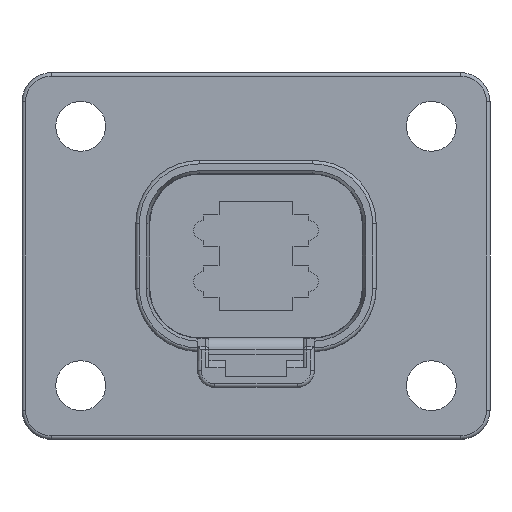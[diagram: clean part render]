
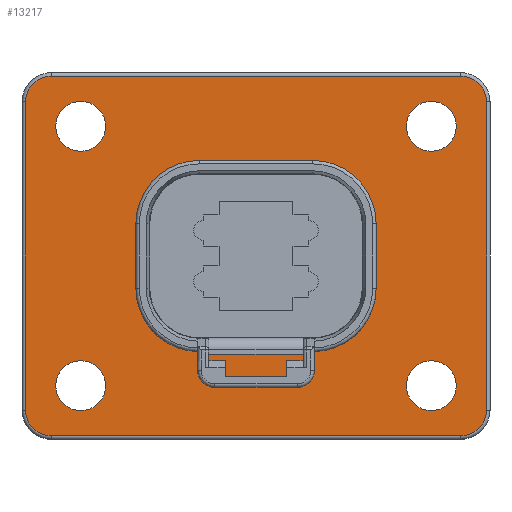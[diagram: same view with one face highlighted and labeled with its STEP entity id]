
A CAD part, front view. The second image highlights one B-rep face of the part: STEP entity #13217.
In plain terms, the highlighted planar face has unit normal (0, -1, 0).
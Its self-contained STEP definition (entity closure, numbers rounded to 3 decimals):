
#74=CARTESIAN_POINT('',(17.717,18.3,-13.335));
#75=DIRECTION('',(0.,1.,0.));
#76=DIRECTION('',(1.,0.,0.));
#77=AXIS2_PLACEMENT_3D('',#74,#75,#76);
#79=CARTESIAN_POINT('',(-17.717,18.3,-13.335));
#80=DIRECTION('',(0.,1.,0.));
#81=DIRECTION('',(0.,0.,-1.));
#82=AXIS2_PLACEMENT_3D('',#79,#80,#81);
#84=CARTESIAN_POINT('',(-17.717,18.3,13.335));
#85=DIRECTION('',(0.,1.,0.));
#86=DIRECTION('',(-1.,0.,0.));
#87=AXIS2_PLACEMENT_3D('',#84,#85,#86);
#89=CARTESIAN_POINT('',(17.717,18.3,13.335));
#90=DIRECTION('',(0.,1.,0.));
#91=DIRECTION('',(0.,0.,1.));
#92=AXIS2_PLACEMENT_3D('',#89,#90,#91);
#94=CARTESIAN_POINT('',(-15.175,18.3,-11.225));
#95=DIRECTION('',(0.,-1.,0.));
#96=DIRECTION('',(-1.,0.,0.));
#97=AXIS2_PLACEMENT_3D('',#94,#95,#96);
#99=CARTESIAN_POINT('',(-15.175,18.3,-11.225));
#100=DIRECTION('',(0.,-1.,0.));
#101=DIRECTION('',(1.,0.,0.));
#102=AXIS2_PLACEMENT_3D('',#99,#100,#101);
#104=CARTESIAN_POINT('',(15.175,18.3,-11.225));
#105=DIRECTION('',(0.,-1.,0.));
#106=DIRECTION('',(-1.,0.,0.));
#107=AXIS2_PLACEMENT_3D('',#104,#105,#106);
#109=CARTESIAN_POINT('',(15.175,18.3,-11.225));
#110=DIRECTION('',(0.,-1.,0.));
#111=DIRECTION('',(1.,0.,0.));
#112=AXIS2_PLACEMENT_3D('',#109,#110,#111);
#114=CARTESIAN_POINT('',(-15.175,18.3,11.225));
#115=DIRECTION('',(0.,-1.,0.));
#116=DIRECTION('',(-1.,0.,0.));
#117=AXIS2_PLACEMENT_3D('',#114,#115,#116);
#119=CARTESIAN_POINT('',(-15.175,18.3,11.225));
#120=DIRECTION('',(0.,-1.,0.));
#121=DIRECTION('',(1.,0.,0.));
#122=AXIS2_PLACEMENT_3D('',#119,#120,#121);
#124=CARTESIAN_POINT('',(15.175,18.3,11.225));
#125=DIRECTION('',(0.,-1.,0.));
#126=DIRECTION('',(-1.,0.,0.));
#127=AXIS2_PLACEMENT_3D('',#124,#125,#126);
#129=CARTESIAN_POINT('',(15.175,18.3,11.225));
#130=DIRECTION('',(0.,-1.,0.));
#131=DIRECTION('',(1.,0.,0.));
#132=AXIS2_PLACEMENT_3D('',#129,#130,#131);
#134=CARTESIAN_POINT('',(-4.9,18.3,-2.775));
#135=DIRECTION('',(0.,-1.,0.));
#136=DIRECTION('',(-1.,0.,0.));
#137=AXIS2_PLACEMENT_3D('',#134,#135,#136);
#139=DIRECTION('',(1.,0.,0.));
#140=VECTOR('',#139,9.8);
#141=CARTESIAN_POINT('',(-4.9,18.3,-8.275));
#142=LINE('',#141,#140);
#143=CARTESIAN_POINT('',(4.9,18.3,-2.775));
#144=DIRECTION('',(0.,-1.,0.));
#145=DIRECTION('',(0.,0.,-1.));
#146=AXIS2_PLACEMENT_3D('',#143,#144,#145);
#148=DIRECTION('',(0.,0.,1.));
#149=VECTOR('',#148,5.55);
#150=CARTESIAN_POINT('',(10.4,18.3,-2.775));
#151=LINE('',#150,#149);
#152=CARTESIAN_POINT('',(4.9,18.3,2.775));
#153=DIRECTION('',(0.,-1.,0.));
#154=DIRECTION('',(1.,0.,0.));
#155=AXIS2_PLACEMENT_3D('',#152,#153,#154);
#157=DIRECTION('',(-1.,0.,0.));
#158=VECTOR('',#157,9.8);
#159=CARTESIAN_POINT('',(4.9,18.3,8.275));
#160=LINE('',#159,#158);
#161=CARTESIAN_POINT('',(-4.9,18.3,2.775));
#162=DIRECTION('',(0.,-1.,0.));
#163=DIRECTION('',(0.,0.,1.));
#164=AXIS2_PLACEMENT_3D('',#161,#162,#163);
#166=DIRECTION('',(0.,0.,-1.));
#167=VECTOR('',#166,5.55);
#168=CARTESIAN_POINT('',(-10.4,18.3,2.775));
#169=LINE('',#168,#167);
#185=DIRECTION('',(0.,0.,1.));
#186=VECTOR('',#185,26.67);
#187=CARTESIAN_POINT('',(19.957,18.3,-13.335));
#188=LINE('',#187,#186);
#208=DIRECTION('',(-1.,0.,0.));
#209=VECTOR('',#208,35.433);
#210=CARTESIAN_POINT('',(17.717,18.3,15.575));
#211=LINE('',#210,#209);
#231=DIRECTION('',(0.,0.,-1.));
#232=VECTOR('',#231,26.67);
#233=CARTESIAN_POINT('',(-19.957,18.3,13.335));
#234=LINE('',#233,#232);
#254=DIRECTION('',(1.,0.,0.));
#255=VECTOR('',#254,35.433);
#256=CARTESIAN_POINT('',(-17.717,18.3,-15.575));
#257=LINE('',#256,#255);
#10188=CARTESIAN_POINT('',(-10.4,18.3,-2.775));
#10189=CARTESIAN_POINT('',(-4.9,18.3,-8.275));
#10190=VERTEX_POINT('',#10188);
#10191=VERTEX_POINT('',#10189);
#10195=CARTESIAN_POINT('',(19.957,18.3,-13.335));
#10196=CARTESIAN_POINT('',(17.717,18.3,-15.575));
#10197=VERTEX_POINT('',#10195);
#10198=VERTEX_POINT('',#10196);
#10199=CARTESIAN_POINT('',(-17.717,18.3,-15.575));
#10200=VERTEX_POINT('',#10199);
#10201=CARTESIAN_POINT('',(-19.957,18.3,-13.335));
#10202=VERTEX_POINT('',#10201);
#10203=CARTESIAN_POINT('',(-19.957,18.3,13.335));
#10204=VERTEX_POINT('',#10203);
#10205=CARTESIAN_POINT('',(-17.717,18.3,15.575));
#10206=VERTEX_POINT('',#10205);
#10207=CARTESIAN_POINT('',(17.717,18.3,15.575));
#10208=VERTEX_POINT('',#10207);
#10209=CARTESIAN_POINT('',(19.957,18.3,13.335));
#10210=VERTEX_POINT('',#10209);
#10211=CARTESIAN_POINT('',(-17.335,18.3,-11.225));
#10212=CARTESIAN_POINT('',(-13.015,18.3,-11.225));
#10213=VERTEX_POINT('',#10211);
#10214=VERTEX_POINT('',#10212);
#10215=CARTESIAN_POINT('',(13.015,18.3,-11.225));
#10216=CARTESIAN_POINT('',(17.335,18.3,-11.225));
#10217=VERTEX_POINT('',#10215);
#10218=VERTEX_POINT('',#10216);
#10219=CARTESIAN_POINT('',(-17.335,18.3,11.225));
#10220=CARTESIAN_POINT('',(-13.015,18.3,11.225));
#10221=VERTEX_POINT('',#10219);
#10222=VERTEX_POINT('',#10220);
#10223=CARTESIAN_POINT('',(13.015,18.3,11.225));
#10224=CARTESIAN_POINT('',(17.335,18.3,11.225));
#10225=VERTEX_POINT('',#10223);
#10226=VERTEX_POINT('',#10224);
#10227=CARTESIAN_POINT('',(4.9,18.3,-8.275));
#10228=VERTEX_POINT('',#10227);
#10229=CARTESIAN_POINT('',(10.4,18.3,-2.775));
#10230=VERTEX_POINT('',#10229);
#10231=CARTESIAN_POINT('',(10.4,18.3,2.775));
#10232=VERTEX_POINT('',#10231);
#10233=CARTESIAN_POINT('',(4.9,18.3,8.275));
#10234=VERTEX_POINT('',#10233);
#10235=CARTESIAN_POINT('',(-4.9,18.3,8.275));
#10236=VERTEX_POINT('',#10235);
#10237=CARTESIAN_POINT('',(-10.4,18.3,2.775));
#10238=VERTEX_POINT('',#10237);
#13153=CARTESIAN_POINT('',(0.,18.3,0.));
#13154=DIRECTION('',(0.,1.,0.));
#13155=DIRECTION('',(1.,0.,0.));
#13156=AXIS2_PLACEMENT_3D('',#13153,#13154,#13155);
#13157=PLANE('',#13156);
#13159=ORIENTED_EDGE('',*,*,#13158,.T.);
#13161=ORIENTED_EDGE('',*,*,#13160,.F.);
#13163=ORIENTED_EDGE('',*,*,#13162,.T.);
#13165=ORIENTED_EDGE('',*,*,#13164,.F.);
#13167=ORIENTED_EDGE('',*,*,#13166,.T.);
#13169=ORIENTED_EDGE('',*,*,#13168,.F.);
#13171=ORIENTED_EDGE('',*,*,#13170,.T.);
#13173=ORIENTED_EDGE('',*,*,#13172,.F.);
#13174=EDGE_LOOP('',(#13159,#13161,#13163,#13165,#13167,#13169,#13171,#13173));
#13175=FACE_OUTER_BOUND('',#13174,.F.);
#13177=ORIENTED_EDGE('',*,*,#13176,.T.);
#13179=ORIENTED_EDGE('',*,*,#13178,.T.);
#13180=EDGE_LOOP('',(#13177,#13179));
#13181=FACE_BOUND('',#13180,.F.);
#13183=ORIENTED_EDGE('',*,*,#13182,.T.);
#13185=ORIENTED_EDGE('',*,*,#13184,.T.);
#13186=EDGE_LOOP('',(#13183,#13185));
#13187=FACE_BOUND('',#13186,.F.);
#13189=ORIENTED_EDGE('',*,*,#13188,.T.);
#13191=ORIENTED_EDGE('',*,*,#13190,.T.);
#13192=EDGE_LOOP('',(#13189,#13191));
#13193=FACE_BOUND('',#13192,.F.);
#13195=ORIENTED_EDGE('',*,*,#13194,.T.);
#13197=ORIENTED_EDGE('',*,*,#13196,.T.);
#13198=EDGE_LOOP('',(#13195,#13197));
#13199=FACE_BOUND('',#13198,.F.);
#13200=ORIENTED_EDGE('',*,*,#13139,.T.);
#13202=ORIENTED_EDGE('',*,*,#13201,.T.);
#13204=ORIENTED_EDGE('',*,*,#13203,.T.);
#13206=ORIENTED_EDGE('',*,*,#13205,.T.);
#13208=ORIENTED_EDGE('',*,*,#13207,.T.);
#13210=ORIENTED_EDGE('',*,*,#13209,.T.);
#13212=ORIENTED_EDGE('',*,*,#13211,.T.);
#13214=ORIENTED_EDGE('',*,*,#13213,.T.);
#13215=EDGE_LOOP('',(#13200,#13202,#13204,#13206,#13208,#13210,#13212,#13214));
#13216=FACE_BOUND('',#13215,.F.);
#13217=ADVANCED_FACE('',(#13175,#13181,#13187,#13193,#13199,#13216),#13157,.F.);
#78=CIRCLE('',#77,2.24);
#83=CIRCLE('',#82,2.24);
#88=CIRCLE('',#87,2.24);
#93=CIRCLE('',#92,2.24);
#98=CIRCLE('',#97,2.16);
#103=CIRCLE('',#102,2.16);
#108=CIRCLE('',#107,2.16);
#113=CIRCLE('',#112,2.16);
#118=CIRCLE('',#117,2.16);
#123=CIRCLE('',#122,2.16);
#128=CIRCLE('',#127,2.16);
#133=CIRCLE('',#132,2.16);
#138=CIRCLE('',#137,5.5);
#147=CIRCLE('',#146,5.5);
#156=CIRCLE('',#155,5.5);
#165=CIRCLE('',#164,5.5);
#13139=EDGE_CURVE('',#10190,#10191,#138,.T.);
#13158=EDGE_CURVE('',#10197,#10198,#78,.T.);
#13160=EDGE_CURVE('',#10200,#10198,#257,.T.);
#13162=EDGE_CURVE('',#10200,#10202,#83,.T.);
#13164=EDGE_CURVE('',#10204,#10202,#234,.T.);
#13166=EDGE_CURVE('',#10204,#10206,#88,.T.);
#13168=EDGE_CURVE('',#10208,#10206,#211,.T.);
#13170=EDGE_CURVE('',#10208,#10210,#93,.T.);
#13172=EDGE_CURVE('',#10197,#10210,#188,.T.);
#13176=EDGE_CURVE('',#10213,#10214,#98,.T.);
#13178=EDGE_CURVE('',#10214,#10213,#103,.T.);
#13182=EDGE_CURVE('',#10217,#10218,#108,.T.);
#13184=EDGE_CURVE('',#10218,#10217,#113,.T.);
#13188=EDGE_CURVE('',#10221,#10222,#118,.T.);
#13190=EDGE_CURVE('',#10222,#10221,#123,.T.);
#13194=EDGE_CURVE('',#10225,#10226,#128,.T.);
#13196=EDGE_CURVE('',#10226,#10225,#133,.T.);
#13201=EDGE_CURVE('',#10191,#10228,#142,.T.);
#13203=EDGE_CURVE('',#10228,#10230,#147,.T.);
#13205=EDGE_CURVE('',#10230,#10232,#151,.T.);
#13207=EDGE_CURVE('',#10232,#10234,#156,.T.);
#13209=EDGE_CURVE('',#10234,#10236,#160,.T.);
#13211=EDGE_CURVE('',#10236,#10238,#165,.T.);
#13213=EDGE_CURVE('',#10238,#10190,#169,.T.);
